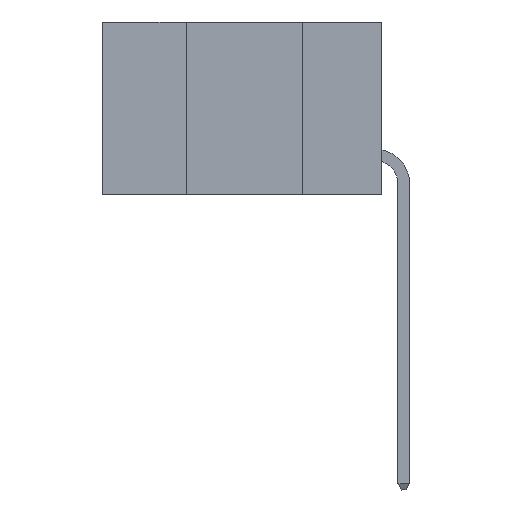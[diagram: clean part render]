
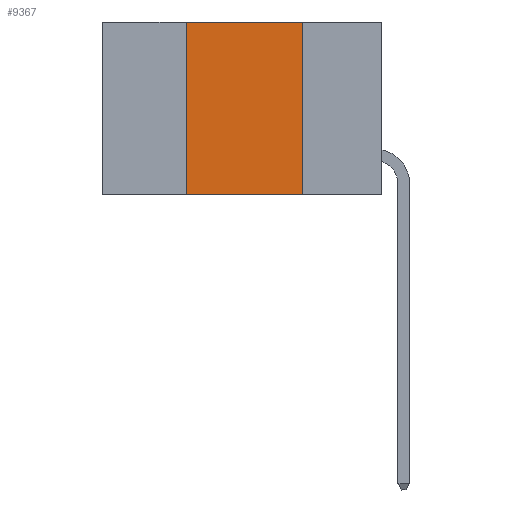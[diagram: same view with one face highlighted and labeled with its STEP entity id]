
A CAD part, left-side view. The second image highlights one B-rep face of the part: STEP entity #9367.
In plain terms, the highlighted planar face has unit normal (-1, 0, 0).
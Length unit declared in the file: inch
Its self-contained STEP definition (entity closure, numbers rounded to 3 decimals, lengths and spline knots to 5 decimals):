
#543 = CARTESIAN_POINT ( 'NONE',  ( 0., 0.6, -0.37 ) ) ;
#663 = DIRECTION ( 'NONE',  ( 0., -1., 0. ) ) ;
#1380 = LINE ( 'NONE', #19498, #16726 ) ;
#2686 = CARTESIAN_POINT ( 'NONE',  ( 0., 0.42, -0.37 ) ) ;
#2908 = CARTESIAN_POINT ( 'NONE',  ( 0., 0.6, 0. ) ) ;
#3009 = VECTOR ( 'NONE', #663, 39.37008 ) ;
#3642 = AXIS2_PLACEMENT_3D ( 'NONE', #2908, #18890, #7026 ) ;
#4956 = PLANE ( 'NONE',  #3642 ) ;
#5232 = EDGE_CURVE ( 'NONE', #6034, #23731, #18935, .T. ) ;
#6034 = VERTEX_POINT ( 'NONE', #2686 ) ;
#6239 = EDGE_CURVE ( 'NONE', #6034, #15993, #14532, .T. ) ;
#7026 = DIRECTION ( 'NONE',  ( 0., 0., -1. ) ) ;
#9322 = VECTOR ( 'NONE', #15416, 39.37008 ) ;
#9367 = ADVANCED_FACE ( 'NONE', ( #11800 ), #4956, .F. ) ;
#9677 = DIRECTION ( 'NONE',  ( 0., 0., -1. ) ) ;
#11536 = ORIENTED_EDGE ( 'NONE', *, *, #6239, .F. ) ;
#11684 = VERTEX_POINT ( 'NONE', #13969 ) ;
#11746 = CARTESIAN_POINT ( 'NONE',  ( 0., 0.17, -0.37 ) ) ;
#11800 = FACE_OUTER_BOUND ( 'NONE', #15397, .T. ) ;
#13610 = DIRECTION ( 'NONE',  ( 0., -1., 0. ) ) ;
#13969 = CARTESIAN_POINT ( 'NONE',  ( 0., 0.17, 0. ) ) ;
#14061 = EDGE_CURVE ( 'NONE', #11684, #23731, #24235, .T. ) ;
#14532 = LINE ( 'NONE', #18732, #9322 ) ;
#15397 = EDGE_LOOP ( 'NONE', ( #18953, #15820, #11536, #18639 ) ) ;
#15416 = DIRECTION ( 'NONE',  ( 0., 0., 1. ) ) ;
#15820 = ORIENTED_EDGE ( 'NONE', *, *, #20006, .F. ) ;
#15993 = VERTEX_POINT ( 'NONE', #25299 ) ;
#16726 = VECTOR ( 'NONE', #13610, 39.37008 ) ;
#18639 = ORIENTED_EDGE ( 'NONE', *, *, #5232, .T. ) ;
#18732 = CARTESIAN_POINT ( 'NONE',  ( 0., 0.42, 0. ) ) ;
#18890 = DIRECTION ( 'NONE',  ( 1., 0., 0. ) ) ;
#18935 = LINE ( 'NONE', #543, #3009 ) ;
#18953 = ORIENTED_EDGE ( 'NONE', *, *, #14061, .F. ) ;
#19498 = CARTESIAN_POINT ( 'NONE',  ( 0., 0.6, 0. ) ) ;
#20006 = EDGE_CURVE ( 'NONE', #15993, #11684, #1380, .T. ) ;
#20995 = VECTOR ( 'NONE', #9677, 39.37008 ) ;
#23329 = CARTESIAN_POINT ( 'NONE',  ( 0., 0.17, 0. ) ) ;
#23731 = VERTEX_POINT ( 'NONE', #11746 ) ;
#24235 = LINE ( 'NONE', #23329, #20995 ) ;
#25299 = CARTESIAN_POINT ( 'NONE',  ( 0., 0.42, 0. ) ) ;
